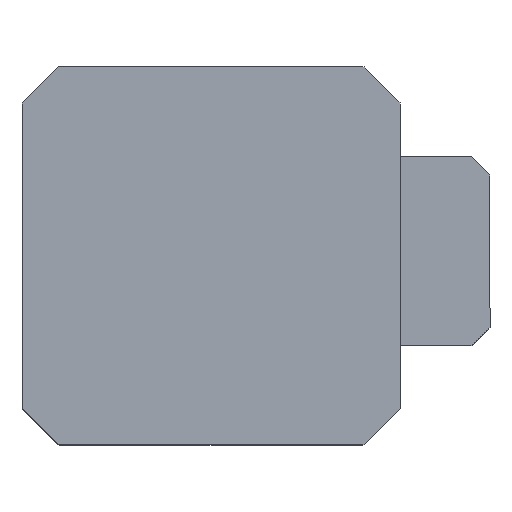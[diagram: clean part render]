
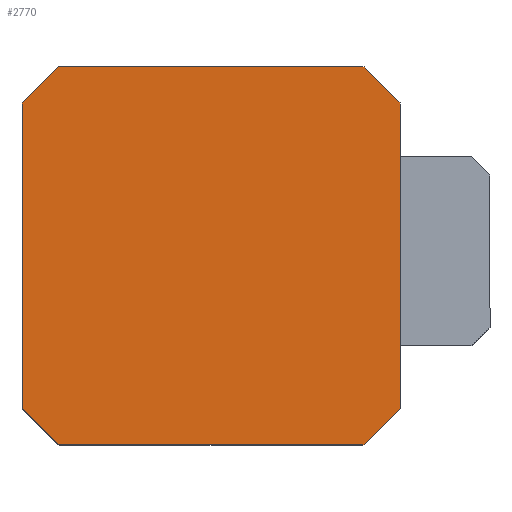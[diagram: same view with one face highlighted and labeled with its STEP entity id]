
A CAD part, front view. The second image highlights one B-rep face of the part: STEP entity #2770.
In plain terms, the highlighted face is planar.
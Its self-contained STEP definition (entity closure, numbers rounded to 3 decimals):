
#110 = AXIS2_PLACEMENT_3D ( 'NONE', #514, #856, #2327 ) ;
#171 = CARTESIAN_POINT ( 'NONE',  ( -17., -21., 0. ) ) ;
#211 = LINE ( 'NONE', #171, #3811 ) ;
#248 = ORIENTED_EDGE ( 'NONE', *, *, #4481, .T. ) ;
#377 = LINE ( 'NONE', #4209, #2961 ) ;
#514 = CARTESIAN_POINT ( 'NONE',  ( 0., 0., 0. ) ) ;
#589 = EDGE_CURVE ( 'NONE', #3561, #1271, #3890, .T. ) ;
#634 = CARTESIAN_POINT ( 'NONE',  ( -21., 17., 0. ) ) ;
#715 = VECTOR ( 'NONE', #2941, 1000. ) ;
#724 = ORIENTED_EDGE ( 'NONE', *, *, #589, .F. ) ;
#856 = DIRECTION ( 'NONE',  ( 0., 0., 1. ) ) ;
#1118 = CARTESIAN_POINT ( 'NONE',  ( 21., 17., 0. ) ) ;
#1244 = CARTESIAN_POINT ( 'NONE',  ( 21., -17., 0. ) ) ;
#1271 = VERTEX_POINT ( 'NONE', #1118 ) ;
#1324 = VERTEX_POINT ( 'NONE', #4857 ) ;
#1358 = EDGE_CURVE ( 'NONE', #3561, #1324, #2090, .T. ) ;
#1686 = ORIENTED_EDGE ( 'NONE', *, *, #2544, .T. ) ;
#1687 = ORIENTED_EDGE ( 'NONE', *, *, #1358, .T. ) ;
#1734 = LINE ( 'NONE', #4637, #5690 ) ;
#1829 = EDGE_CURVE ( 'NONE', #5080, #3759, #1734, .T. ) ;
#1937 = EDGE_LOOP ( 'NONE', ( #724, #1687, #4711, #1686, #5830, #248, #5642, #3374 ) ) ;
#2020 = CARTESIAN_POINT ( 'NONE',  ( -21., 21., 0. ) ) ;
#2090 = LINE ( 'NONE', #2557, #2245 ) ;
#2245 = VECTOR ( 'NONE', #5934, 1000. ) ;
#2250 = DIRECTION ( 'NONE',  ( -1., 0., 0. ) ) ;
#2296 = FACE_OUTER_BOUND ( 'NONE', #1937, .T. ) ;
#2322 = DIRECTION ( 'NONE',  ( 1., 0., 0. ) ) ;
#2327 = DIRECTION ( 'NONE',  ( 1., 0., 0. ) ) ;
#2349 = DIRECTION ( 'NONE',  ( 0.707, 0.707, 0. ) ) ;
#2544 = EDGE_CURVE ( 'NONE', #2995, #3923, #211, .T. ) ;
#2557 = CARTESIAN_POINT ( 'NONE',  ( 21., -17., 0. ) ) ;
#2770 = ADVANCED_FACE ( 'NONE', ( #2296 ), #4303, .F. ) ;
#2941 = DIRECTION ( 'NONE',  ( 0., 1., 0. ) ) ;
#2961 = VECTOR ( 'NONE', #2349, 1000. ) ;
#2995 = VERTEX_POINT ( 'NONE', #4867 ) ;
#3196 = EDGE_CURVE ( 'NONE', #2995, #1324, #6092, .T. ) ;
#3374 = ORIENTED_EDGE ( 'NONE', *, *, #3942, .T. ) ;
#3493 = VECTOR ( 'NONE', #3935, 1000. ) ;
#3561 = VERTEX_POINT ( 'NONE', #1244 ) ;
#3759 = VERTEX_POINT ( 'NONE', #4366 ) ;
#3811 = VECTOR ( 'NONE', #5950, 1000. ) ;
#3890 = LINE ( 'NONE', #5720, #715 ) ;
#3923 = VERTEX_POINT ( 'NONE', #4093 ) ;
#3935 = DIRECTION ( 'NONE',  ( 0., -1., 0. ) ) ;
#3942 = EDGE_CURVE ( 'NONE', #5080, #1271, #5038, .T. ) ;
#4005 = VECTOR ( 'NONE', #2322, 1000. ) ;
#4093 = CARTESIAN_POINT ( 'NONE',  ( -21., -17., 0. ) ) ;
#4209 = CARTESIAN_POINT ( 'NONE',  ( -21., 17., 0. ) ) ;
#4303 = PLANE ( 'NONE',  #110 ) ;
#4366 = CARTESIAN_POINT ( 'NONE',  ( -17., 21., 0. ) ) ;
#4481 = EDGE_CURVE ( 'NONE', #4890, #3759, #377, .T. ) ;
#4587 = VECTOR ( 'NONE', #5135, 1000. ) ;
#4628 = CARTESIAN_POINT ( 'NONE',  ( 17., 21., 0. ) ) ;
#4637 = CARTESIAN_POINT ( 'NONE',  ( -21., 21., 0. ) ) ;
#4711 = ORIENTED_EDGE ( 'NONE', *, *, #3196, .F. ) ;
#4857 = CARTESIAN_POINT ( 'NONE',  ( 17., -21., 0. ) ) ;
#4867 = CARTESIAN_POINT ( 'NONE',  ( -17., -21., 0. ) ) ;
#4890 = VERTEX_POINT ( 'NONE', #634 ) ;
#4891 = EDGE_CURVE ( 'NONE', #4890, #3923, #5953, .T. ) ;
#5038 = LINE ( 'NONE', #5575, #4587 ) ;
#5080 = VERTEX_POINT ( 'NONE', #4628 ) ;
#5135 = DIRECTION ( 'NONE',  ( 0.707, -0.707, 0. ) ) ;
#5575 = CARTESIAN_POINT ( 'NONE',  ( 17., 21., 0. ) ) ;
#5642 = ORIENTED_EDGE ( 'NONE', *, *, #1829, .F. ) ;
#5690 = VECTOR ( 'NONE', #2250, 1000. ) ;
#5720 = CARTESIAN_POINT ( 'NONE',  ( 21., 21., 0. ) ) ;
#5830 = ORIENTED_EDGE ( 'NONE', *, *, #4891, .F. ) ;
#5934 = DIRECTION ( 'NONE',  ( -0.707, -0.707, 0. ) ) ;
#5950 = DIRECTION ( 'NONE',  ( -0.707, 0.707, 0. ) ) ;
#5953 = LINE ( 'NONE', #2020, #3493 ) ;
#6092 = LINE ( 'NONE', #6179, #4005 ) ;
#6179 = CARTESIAN_POINT ( 'NONE',  ( -21., -21., 0. ) ) ;
